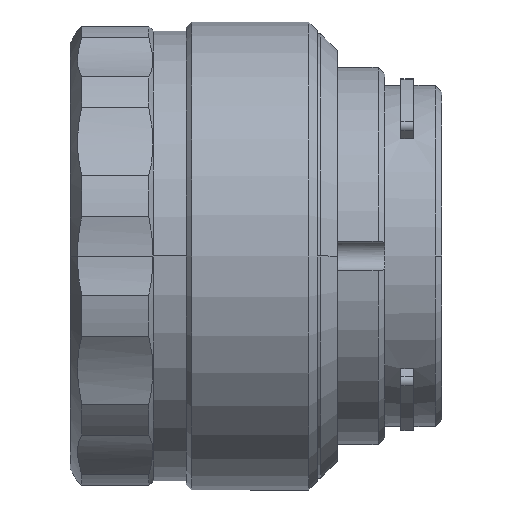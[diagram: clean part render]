
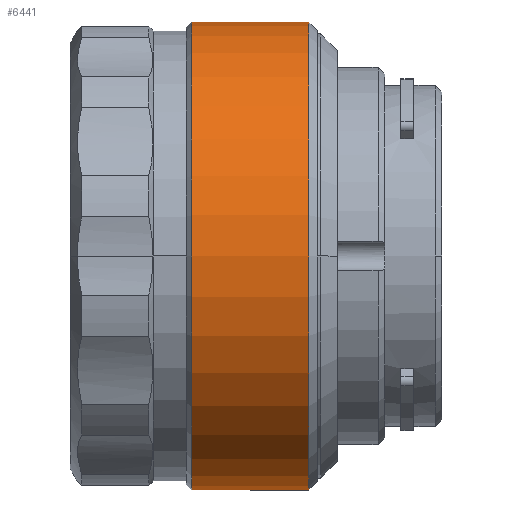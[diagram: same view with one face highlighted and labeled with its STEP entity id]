
A CAD part, front view. The second image highlights one B-rep face of the part: STEP entity #6441.
In plain terms, the highlighted cylindrical face has radius 35.5 mm (diameter 71 mm), a partial arc.
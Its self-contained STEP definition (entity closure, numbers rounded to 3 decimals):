
#246 = EDGE_LOOP ( 'NONE', ( #1823, #2384, #7988, #1788 ) ) ;
#434 = EDGE_CURVE ( 'NONE', #5577, #4372, #3266, .T. ) ;
#668 = CARTESIAN_POINT ( 'NONE',  ( -71.1, 0., 35.5 ) ) ;
#824 = CARTESIAN_POINT ( 'NONE',  ( -53.3, 0., -35.5 ) ) ;
#959 = VERTEX_POINT ( 'NONE', #824 ) ;
#1788 = ORIENTED_EDGE ( 'NONE', *, *, #2169, .F. ) ;
#1818 = CARTESIAN_POINT ( 'NONE',  ( -53.3, 0., 35.5 ) ) ;
#1823 = ORIENTED_EDGE ( 'NONE', *, *, #434, .F. ) ;
#1899 = AXIS2_PLACEMENT_3D ( 'NONE', #3234, #7628, #3875 ) ;
#2147 = VECTOR ( 'NONE', #8075, 1000. ) ;
#2169 = EDGE_CURVE ( 'NONE', #4372, #959, #6055, .T. ) ;
#2384 = ORIENTED_EDGE ( 'NONE', *, *, #6289, .T. ) ;
#2466 = CARTESIAN_POINT ( 'NONE',  ( -53.3, 0., 0. ) ) ;
#2579 = AXIS2_PLACEMENT_3D ( 'NONE', #3981, #7736, #3371 ) ;
#3099 = DIRECTION ( 'NONE',  ( 0., 0., -1. ) ) ;
#3234 = CARTESIAN_POINT ( 'NONE',  ( -71.1, 0., 0. ) ) ;
#3266 = LINE ( 'NONE', #6545, #4957 ) ;
#3371 = DIRECTION ( 'NONE',  ( 0., 0., -1. ) ) ;
#3825 = LINE ( 'NONE', #4310, #2147 ) ;
#3875 = DIRECTION ( 'NONE',  ( 0., 0., -1. ) ) ;
#3981 = CARTESIAN_POINT ( 'NONE',  ( 0., 0., 0. ) ) ;
#4310 = CARTESIAN_POINT ( 'NONE',  ( 0., 0., -35.5 ) ) ;
#4372 = VERTEX_POINT ( 'NONE', #1818 ) ;
#4521 = VERTEX_POINT ( 'NONE', #7692 ) ;
#4541 = CIRCLE ( 'NONE', #1899, 35.5 ) ;
#4957 = VECTOR ( 'NONE', #6454, 1000. ) ;
#5231 = FACE_OUTER_BOUND ( 'NONE', #246, .T. ) ;
#5577 = VERTEX_POINT ( 'NONE', #668 ) ;
#6055 = CIRCLE ( 'NONE', #7710, 35.5 ) ;
#6138 = CYLINDRICAL_SURFACE ( 'NONE', #2579, 35.5 ) ;
#6289 = EDGE_CURVE ( 'NONE', #5577, #4521, #4541, .T. ) ;
#6441 = ADVANCED_FACE ( 'NONE', ( #5231 ), #6138, .T. ) ;
#6454 = DIRECTION ( 'NONE',  ( 1., 0., 0. ) ) ;
#6545 = CARTESIAN_POINT ( 'NONE',  ( 0., 0., 35.5 ) ) ;
#6646 = EDGE_CURVE ( 'NONE', #4521, #959, #3825, .T. ) ;
#6863 = DIRECTION ( 'NONE',  ( 1., 0., 0. ) ) ;
#7628 = DIRECTION ( 'NONE',  ( 1., 0., 0. ) ) ;
#7692 = CARTESIAN_POINT ( 'NONE',  ( -71.1, 0., -35.5 ) ) ;
#7710 = AXIS2_PLACEMENT_3D ( 'NONE', #2466, #6863, #3099 ) ;
#7736 = DIRECTION ( 'NONE',  ( 1., 0., 0. ) ) ;
#7988 = ORIENTED_EDGE ( 'NONE', *, *, #6646, .T. ) ;
#8075 = DIRECTION ( 'NONE',  ( 1., 0., 0. ) ) ;
